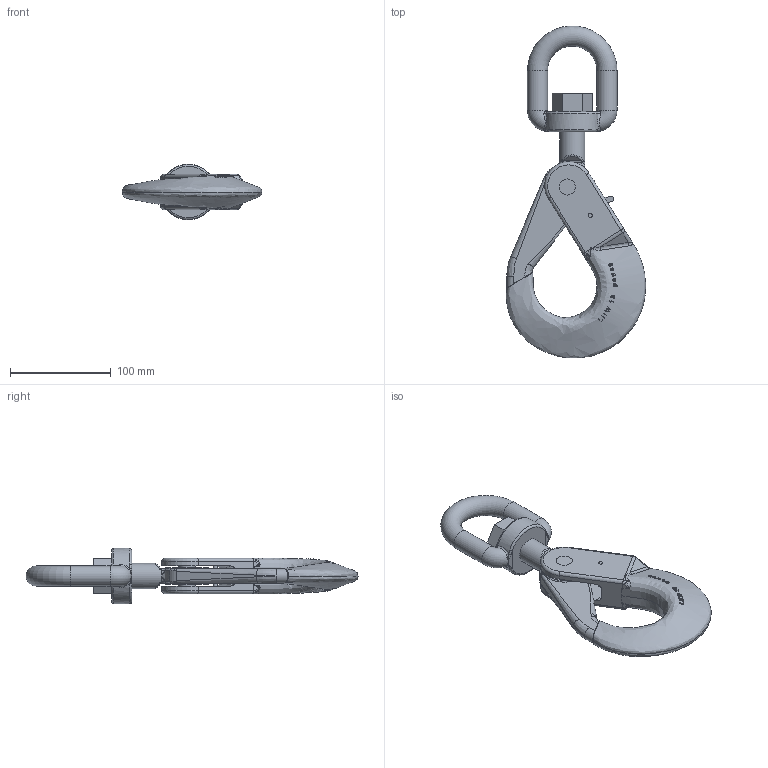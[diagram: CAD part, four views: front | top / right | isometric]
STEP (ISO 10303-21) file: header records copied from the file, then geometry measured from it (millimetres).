
FILE_DESCRIPTION(/* description */ (''),/* implementation_level */ '2;1');
FILE_NAME(/* name */ 'pewag_WLHW_WLHBW 13',/* time_stamp */ '2010-01-21T17:14:11+01:00',/* author */ (''),/* organization */ (''),/* preprocessor_version */ 'ST-DEVELOPER v9',/* originating_system */ 'UGS - NX 4.0',/* authorisation */ '');
FILE_SCHEMA (('AUTOMOTIVE_DESIGN { 1 0 10303 214 1 1 1 1 }'));
Length unit declared in the file: millimetre
Products named in the file (1): rit51A7l1rf
Bounding box: 138.33 x 329.78 x 55 mm (x, y, z)
Volume: 470033.2 mm3; surface area: 95526.9 mm2
Topology: 8 solids, 8 shells, 378 faces, 984 edges, 623 vertices
Faces by surface type: plane 118, bspline 86, extrusion 84, cylinder 59, torus 27, sphere 4
Full cylindrical faces by diameter (mm): 4 x3, 5.4 x1, 16 x4, 20 x2, 25 x4, 40 x2
Entity records: 20226 total; most frequent: CARTESIAN_POINT 12250, ORIENTED_EDGE 1886, DIRECTION 1141, EDGE_CURVE 943, VERTEX_POINT 615, B_SPLINE_CURVE_WITH_KNOTS 560, EDGE_LOOP 432, AXIS2_PLACEMENT_3D 401
